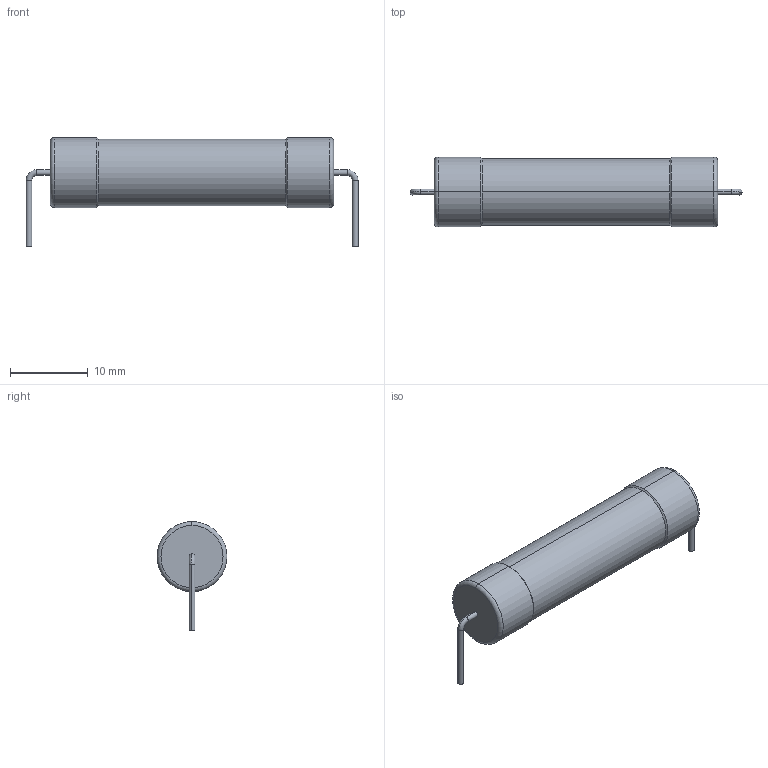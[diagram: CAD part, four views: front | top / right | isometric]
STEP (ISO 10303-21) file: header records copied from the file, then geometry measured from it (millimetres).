
FILE_DESCRIPTION (( 'STEP AP214' ), '1' );
FILE_NAME ('RES-TH_BD9.0-L36.5-P42.00-D0.8.step', '2022-07-28T09:21:58', ( '' ), ( '' ), 'SwSTEP 2.0', 'SolidWorks 2020', '' );
FILE_SCHEMA (( 'AUTOMOTIVE_DESIGN' ));
Length unit declared in the file: millimetre
Products named in the file (1): RES-TH_BD9.0-L36.5-P42.00-D0.8
Bounding box: 42.75 x 9 x 14 mm (x, y, z)
Volume: 2195.1 mm3; surface area: 1176.7 mm2
Topology: 1 solids, 1 shells, 254 faces, 673 edges, 442 vertices
Faces by surface type: plane 111, bspline 98, cylinder 33, torus 8, cone 4
Entity records: 9685 total; most frequent: CARTESIAN_POINT 4228, ORIENTED_EDGE 1346, EDGE_CURVE 673, DIRECTION 617, VERTEX_POINT 442, EDGE_LOOP 275, ADVANCED_FACE 254, FACE_OUTER_BOUND 254
